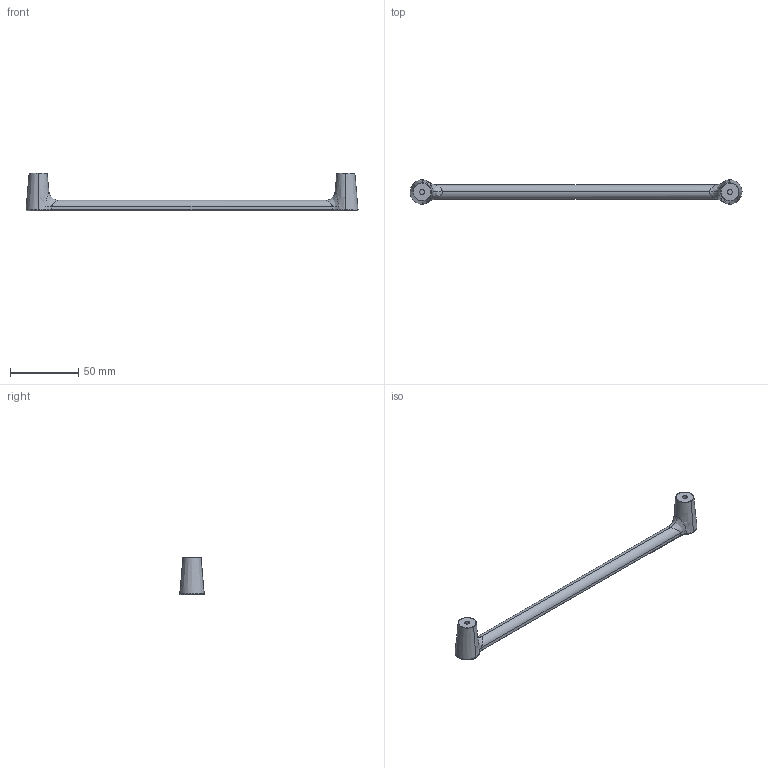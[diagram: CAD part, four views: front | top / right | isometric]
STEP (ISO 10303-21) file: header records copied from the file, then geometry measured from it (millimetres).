
FILE_DESCRIPTION (( 'STEP AP214' ), '1' );
FILE_NAME ('CAM_001_STP_V10522.STEP', '2022-05-16T13:31:43', ( '' ), ( '' ), 'SwSTEP 2.0', 'SolidWorks 2022', '' );
FILE_SCHEMA (( 'AUTOMOTIVE_DESIGN' ));
Length unit declared in the file: millimetre
Products named in the file (1): CAM_001_STP_V10522
Bounding box: 242.81 x 17.81 x 27.6 mm (x, y, z)
Volume: 21672.6 mm3; surface area: 10945.7 mm2
Topology: 1 solids, 1 shells, 91 faces, 208 edges, 122 vertices
Faces by surface type: bspline 59, cylinder 14, plane 8, torus 7, cone 3
Entity records: 6013 total; most frequent: CARTESIAN_POINT 4307, ORIENTED_EDGE 416, DIRECTION 249, EDGE_CURVE 208, VERTEX_POINT 122, AXIS2_PLACEMENT_3D 108, B_SPLINE_CURVE_WITH_KNOTS 100, EDGE_LOOP 94
